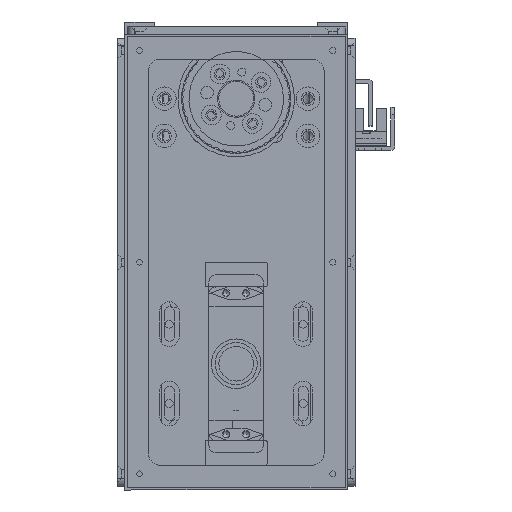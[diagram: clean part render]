
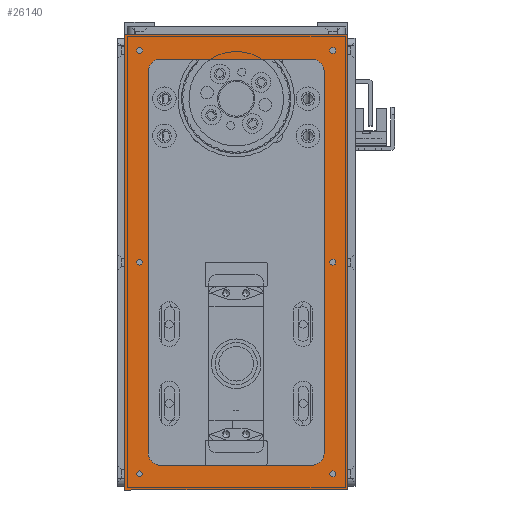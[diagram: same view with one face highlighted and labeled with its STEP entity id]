
A CAD part, left-side view. The second image highlights one B-rep face of the part: STEP entity #26140.
In plain terms, the highlighted face is planar.
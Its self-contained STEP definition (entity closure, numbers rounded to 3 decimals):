
#1053=FACE_BOUND('',#4564,.T.);
#1054=FACE_BOUND('',#4565,.T.);
#1055=FACE_BOUND('',#4566,.T.);
#1056=FACE_BOUND('',#4567,.T.);
#1057=FACE_BOUND('',#4568,.T.);
#1058=FACE_BOUND('',#4569,.T.);
#1059=FACE_BOUND('',#4570,.T.);
#1641=PLANE('',#29010);
#2768=FACE_OUTER_BOUND('',#4563,.T.);
#4563=EDGE_LOOP('',(#22386,#22387,#22388,#22389));
#4564=EDGE_LOOP('',(#22390));
#4565=EDGE_LOOP('',(#22391));
#4566=EDGE_LOOP('',(#22392));
#4567=EDGE_LOOP('',(#22393));
#4568=EDGE_LOOP('',(#22394));
#4569=EDGE_LOOP('',(#22395));
#4570=EDGE_LOOP('',(#22396,#22397,#22398,#22399,#22400,#22401,#22402,#22403));
#6572=LINE('',#44174,#8633);
#6578=LINE('',#44189,#8639);
#6582=LINE('',#44201,#8643);
#6585=LINE('',#44210,#8646);
#6662=LINE('',#44479,#8723);
#6666=LINE('',#44487,#8727);
#6669=LINE('',#44493,#8730);
#6672=LINE('',#44498,#8733);
#8633=VECTOR('',#35477,10.);
#8639=VECTOR('',#35491,10.);
#8643=VECTOR('',#35503,10.);
#8646=VECTOR('',#35514,10.);
#8723=VECTOR('',#35795,10.);
#8727=VECTOR('',#35801,10.);
#8730=VECTOR('',#35806,10.);
#8733=VECTOR('',#35811,10.);
#10103=CIRCLE('',#28889,5.);
#10105=CIRCLE('',#28893,5.);
#10107=CIRCLE('',#28897,5.);
#10109=CIRCLE('',#28901,5.);
#10123=CIRCLE('',#28923,1.23);
#10125=CIRCLE('',#28926,1.23);
#10127=CIRCLE('',#28929,1.23);
#10129=CIRCLE('',#28932,1.23);
#10131=CIRCLE('',#28935,1.23);
#10133=CIRCLE('',#28938,1.23);
#12441=VERTEX_POINT('',#44164);
#12442=VERTEX_POINT('',#44165);
#12445=VERTEX_POINT('',#44173);
#12447=VERTEX_POINT('',#44179);
#12448=VERTEX_POINT('',#44180);
#12451=VERTEX_POINT('',#44191);
#12452=VERTEX_POINT('',#44192);
#12455=VERTEX_POINT('',#44203);
#12469=VERTEX_POINT('',#44248);
#12471=VERTEX_POINT('',#44254);
#12473=VERTEX_POINT('',#44260);
#12475=VERTEX_POINT('',#44266);
#12477=VERTEX_POINT('',#44272);
#12479=VERTEX_POINT('',#44278);
#12545=VERTEX_POINT('',#44477);
#12546=VERTEX_POINT('',#44478);
#12549=VERTEX_POINT('',#44486);
#12551=VERTEX_POINT('',#44492);
#15774=EDGE_CURVE('',#12441,#12442,#10103,.T.);
#15778=EDGE_CURVE('',#12445,#12442,#6572,.T.);
#15781=EDGE_CURVE('',#12447,#12448,#10105,.T.);
#15786=EDGE_CURVE('',#12441,#12448,#6578,.T.);
#15787=EDGE_CURVE('',#12451,#12452,#10107,.T.);
#15792=EDGE_CURVE('',#12447,#12452,#6582,.T.);
#15793=EDGE_CURVE('',#12445,#12455,#10109,.T.);
#15797=EDGE_CURVE('',#12451,#12455,#6585,.T.);
#15816=EDGE_CURVE('',#12469,#12469,#10123,.T.);
#15819=EDGE_CURVE('',#12471,#12471,#10125,.T.);
#15822=EDGE_CURVE('',#12473,#12473,#10127,.T.);
#15825=EDGE_CURVE('',#12475,#12475,#10129,.T.);
#15828=EDGE_CURVE('',#12477,#12477,#10131,.T.);
#15831=EDGE_CURVE('',#12479,#12479,#10133,.T.);
#15930=EDGE_CURVE('',#12545,#12546,#6662,.T.);
#15934=EDGE_CURVE('',#12549,#12545,#6666,.T.);
#15937=EDGE_CURVE('',#12551,#12549,#6669,.T.);
#15940=EDGE_CURVE('',#12546,#12551,#6672,.T.);
#22386=ORIENTED_EDGE('',*,*,#15940,.F.);
#22387=ORIENTED_EDGE('',*,*,#15930,.F.);
#22388=ORIENTED_EDGE('',*,*,#15934,.F.);
#22389=ORIENTED_EDGE('',*,*,#15937,.F.);
#22390=ORIENTED_EDGE('',*,*,#15816,.T.);
#22391=ORIENTED_EDGE('',*,*,#15819,.T.);
#22392=ORIENTED_EDGE('',*,*,#15822,.T.);
#22393=ORIENTED_EDGE('',*,*,#15825,.T.);
#22394=ORIENTED_EDGE('',*,*,#15828,.T.);
#22395=ORIENTED_EDGE('',*,*,#15831,.T.);
#22396=ORIENTED_EDGE('',*,*,#15778,.T.);
#22397=ORIENTED_EDGE('',*,*,#15774,.F.);
#22398=ORIENTED_EDGE('',*,*,#15786,.T.);
#22399=ORIENTED_EDGE('',*,*,#15781,.F.);
#22400=ORIENTED_EDGE('',*,*,#15792,.T.);
#22401=ORIENTED_EDGE('',*,*,#15787,.F.);
#22402=ORIENTED_EDGE('',*,*,#15797,.T.);
#22403=ORIENTED_EDGE('',*,*,#15793,.F.);
#26140=ADVANCED_FACE('',(#2768,#1053,#1054,#1055,#1056,#1057,#1058,#1059),
#1641,.T.);
#28889=AXIS2_PLACEMENT_3D('',#44166,#35469,#35470);
#28893=AXIS2_PLACEMENT_3D('',#44181,#35482,#35483);
#28897=AXIS2_PLACEMENT_3D('',#44193,#35494,#35495);
#28901=AXIS2_PLACEMENT_3D('',#44204,#35506,#35507);
#28923=AXIS2_PLACEMENT_3D('',#44249,#35559,#35560);
#28926=AXIS2_PLACEMENT_3D('',#44255,#35566,#35567);
#28929=AXIS2_PLACEMENT_3D('',#44261,#35573,#35574);
#28932=AXIS2_PLACEMENT_3D('',#44267,#35580,#35581);
#28935=AXIS2_PLACEMENT_3D('',#44273,#35587,#35588);
#28938=AXIS2_PLACEMENT_3D('',#44279,#35594,#35595);
#29010=AXIS2_PLACEMENT_3D('',#44501,#35815,#35816);
#35469=DIRECTION('center_axis',(0.,0.,1.));
#35470=DIRECTION('ref_axis',(0.707,0.707,0.));
#35477=DIRECTION('',(1.,0.,0.));
#35482=DIRECTION('center_axis',(0.,0.,1.));
#35483=DIRECTION('ref_axis',(0.707,-0.707,0.));
#35491=DIRECTION('',(0.,-1.,0.));
#35494=DIRECTION('center_axis',(0.,0.,1.));
#35495=DIRECTION('ref_axis',(-0.707,-0.707,0.));
#35503=DIRECTION('',(-1.,0.,0.));
#35506=DIRECTION('center_axis',(0.,0.,1.));
#35507=DIRECTION('ref_axis',(-0.707,0.707,0.));
#35514=DIRECTION('',(0.,1.,0.));
#35559=DIRECTION('center_axis',(0.,0.,-1.));
#35560=DIRECTION('ref_axis',(1.,0.,0.));
#35566=DIRECTION('center_axis',(0.,0.,-1.));
#35567=DIRECTION('ref_axis',(1.,0.,0.));
#35573=DIRECTION('center_axis',(0.,0.,-1.));
#35574=DIRECTION('ref_axis',(1.,0.,0.));
#35580=DIRECTION('center_axis',(0.,0.,-1.));
#35581=DIRECTION('ref_axis',(1.,0.,0.));
#35587=DIRECTION('center_axis',(0.,0.,-1.));
#35588=DIRECTION('ref_axis',(1.,0.,0.));
#35594=DIRECTION('center_axis',(0.,0.,-1.));
#35595=DIRECTION('ref_axis',(1.,0.,0.));
#35795=DIRECTION('',(0.,1.,0.));
#35801=DIRECTION('',(-1.,0.,0.));
#35806=DIRECTION('',(0.,-1.,0.));
#35811=DIRECTION('',(1.,0.,0.));
#35815=DIRECTION('center_axis',(0.,0.,1.));
#35816=DIRECTION('ref_axis',(1.,0.,0.));
#44164=CARTESIAN_POINT('',(82.,30.5,0.));
#44165=CARTESIAN_POINT('',(77.,35.5,0.));
#44166=CARTESIAN_POINT('Origin',(77.,30.5,0.));
#44173=CARTESIAN_POINT('',(-77.,35.5,0.));
#44174=CARTESIAN_POINT('',(-41.,35.5,0.));
#44179=CARTESIAN_POINT('',(77.,-35.5,0.));
#44180=CARTESIAN_POINT('',(82.,-30.5,0.));
#44181=CARTESIAN_POINT('Origin',(77.,-30.5,0.));
#44189=CARTESIAN_POINT('',(82.,17.75,0.));
#44191=CARTESIAN_POINT('',(-82.,-30.5,0.));
#44192=CARTESIAN_POINT('',(-77.,-35.5,0.));
#44193=CARTESIAN_POINT('Origin',(-77.,-30.5,0.));
#44201=CARTESIAN_POINT('',(41.,-35.5,0.));
#44203=CARTESIAN_POINT('',(-82.,30.5,0.));
#44204=CARTESIAN_POINT('Origin',(-77.,30.5,0.));
#44210=CARTESIAN_POINT('',(-82.,-17.75,0.));
#44248=CARTESIAN_POINT('',(84.271,39.,0.));
#44249=CARTESIAN_POINT('Origin',(85.5,39.,0.));
#44254=CARTESIAN_POINT('',(-1.23,-39.,0.));
#44255=CARTESIAN_POINT('Origin',(0.,-39.,0.));
#44260=CARTESIAN_POINT('',(-86.73,39.,0.));
#44261=CARTESIAN_POINT('Origin',(-85.5,39.,0.));
#44266=CARTESIAN_POINT('',(-86.73,-39.,0.));
#44267=CARTESIAN_POINT('Origin',(-85.5,-39.,0.));
#44272=CARTESIAN_POINT('',(84.271,-39.,0.));
#44273=CARTESIAN_POINT('Origin',(85.5,-39.,0.));
#44278=CARTESIAN_POINT('',(-1.23,39.,0.));
#44279=CARTESIAN_POINT('Origin',(0.,39.,0.));
#44477=CARTESIAN_POINT('',(-92.,-45.,0.));
#44478=CARTESIAN_POINT('',(-92.,45.,0.));
#44479=CARTESIAN_POINT('',(-92.,-45.,0.));
#44486=CARTESIAN_POINT('',(92.,-45.,0.));
#44487=CARTESIAN_POINT('',(92.,-45.,0.));
#44492=CARTESIAN_POINT('',(92.,45.,0.));
#44493=CARTESIAN_POINT('',(92.,45.,0.));
#44498=CARTESIAN_POINT('',(-92.,45.,0.));
#44501=CARTESIAN_POINT('Origin',(0.,0.,
0.));
